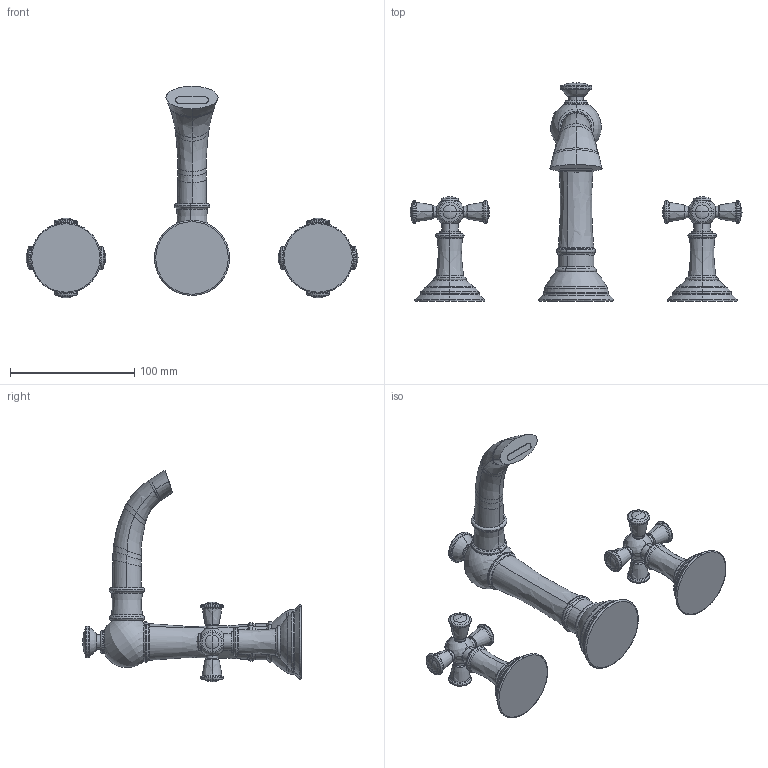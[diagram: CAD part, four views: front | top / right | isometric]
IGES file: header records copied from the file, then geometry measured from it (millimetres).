
Start section:  PTC IGES file: 2400.igs
Global section: file name: 2400.igs; native system: Creo Parametric by PTC Inc.; preprocessor: 2018400; author: jinson.thomas; organization: Unknown; date: 20201127.105507; units: inch
Bounding box: 267.41 x 176.07 x 170.44 mm (x, y, z)
Volume: 317168.1 mm3; surface area: 63196.7 mm2
Topology: 3 solids, 7 shells, 405 faces, 894 edges, 496 vertices
Faces by surface type: revolution 340, bspline 65
